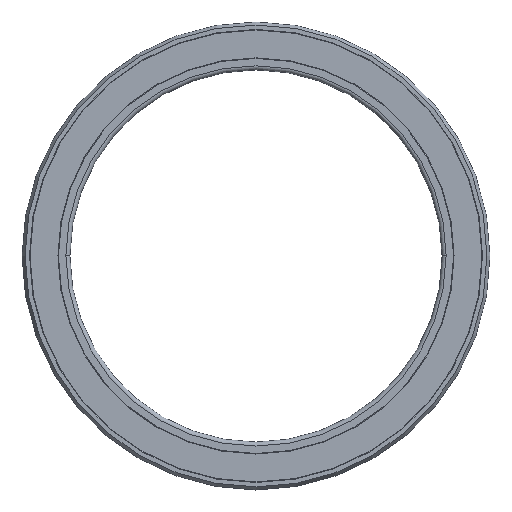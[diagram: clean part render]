
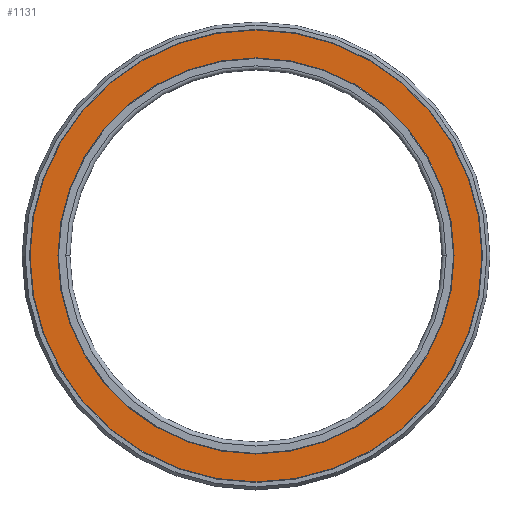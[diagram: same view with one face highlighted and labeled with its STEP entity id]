
A CAD part, top view. The second image highlights one B-rep face of the part: STEP entity #1131.
In plain terms, the highlighted planar face has unit normal (0, 0, 1).
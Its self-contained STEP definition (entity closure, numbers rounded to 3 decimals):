
#5 = CIRCLE ( 'NONE', #852, 18.625 ) ;
#18 = AXIS2_PLACEMENT_3D ( 'NONE', #995, #1449, #1108 ) ;
#26 = CARTESIAN_POINT ( 'NONE',  ( 0., 0., 2.5 ) ) ;
#31 = EDGE_LOOP ( 'NONE', ( #1020, #1135 ) ) ;
#82 = EDGE_LOOP ( 'NONE', ( #483, #616 ) ) ;
#123 = CARTESIAN_POINT ( 'NONE',  ( 0., 0., 2.5 ) ) ;
#156 = DIRECTION ( 'NONE',  ( 0., 0., 1. ) ) ;
#171 = CIRCLE ( 'NONE', #419, 18.625 ) ;
#172 = CARTESIAN_POINT ( 'NONE',  ( 18.625, 0., 2.5 ) ) ;
#173 = EDGE_CURVE ( 'NONE', #351, #553, #440, .T. ) ;
#289 = PLANE ( 'NONE',  #1121 ) ;
#290 = AXIS2_PLACEMENT_3D ( 'NONE', #26, #156, #377 ) ;
#351 = VERTEX_POINT ( 'NONE', #706 ) ;
#377 = DIRECTION ( 'NONE',  ( 1., 0., 0. ) ) ;
#380 = EDGE_CURVE ( 'NONE', #1086, #485, #171, .T. ) ;
#419 = AXIS2_PLACEMENT_3D ( 'NONE', #1169, #471, #716 ) ;
#440 = CIRCLE ( 'NONE', #18, 21.25 ) ;
#471 = DIRECTION ( 'NONE',  ( 0., 0., 1. ) ) ;
#476 = DIRECTION ( 'NONE',  ( 0., 0., 1. ) ) ;
#483 = ORIENTED_EDGE ( 'NONE', *, *, #931, .T. ) ;
#485 = VERTEX_POINT ( 'NONE', #1429 ) ;
#517 = DIRECTION ( 'NONE',  ( 0., 0., 1. ) ) ;
#546 = CARTESIAN_POINT ( 'NONE',  ( 21.25, 0., 2.5 ) ) ;
#553 = VERTEX_POINT ( 'NONE', #546 ) ;
#616 = ORIENTED_EDGE ( 'NONE', *, *, #173, .T. ) ;
#657 = CIRCLE ( 'NONE', #290, 21.25 ) ;
#704 = DIRECTION ( 'NONE',  ( 1., 0., 0. ) ) ;
#706 = CARTESIAN_POINT ( 'NONE',  ( -21.25, 0., 2.5 ) ) ;
#716 = DIRECTION ( 'NONE',  ( 1., 0., 0. ) ) ;
#852 = AXIS2_PLACEMENT_3D ( 'NONE', #123, #476, #704 ) ;
#886 = EDGE_CURVE ( 'NONE', #485, #1086, #5, .T. ) ;
#920 = FACE_BOUND ( 'NONE', #31, .T. ) ;
#931 = EDGE_CURVE ( 'NONE', #553, #351, #657, .T. ) ;
#994 = CARTESIAN_POINT ( 'NONE',  ( 0., -18.625, 2.5 ) ) ;
#995 = CARTESIAN_POINT ( 'NONE',  ( 0., 0., 2.5 ) ) ;
#1020 = ORIENTED_EDGE ( 'NONE', *, *, #380, .F. ) ;
#1086 = VERTEX_POINT ( 'NONE', #172 ) ;
#1108 = DIRECTION ( 'NONE',  ( 1., 0., 0. ) ) ;
#1121 = AXIS2_PLACEMENT_3D ( 'NONE', #994, #517, #1218 ) ;
#1131 = ADVANCED_FACE ( 'NONE', ( #1314, #920 ), #289, .T. ) ;
#1135 = ORIENTED_EDGE ( 'NONE', *, *, #886, .F. ) ;
#1169 = CARTESIAN_POINT ( 'NONE',  ( 0., 0., 2.5 ) ) ;
#1218 = DIRECTION ( 'NONE',  ( 1., 0., 0. ) ) ;
#1314 = FACE_OUTER_BOUND ( 'NONE', #82, .T. ) ;
#1429 = CARTESIAN_POINT ( 'NONE',  ( -18.625, 0., 2.5 ) ) ;
#1449 = DIRECTION ( 'NONE',  ( 0., 0., 1. ) ) ;
